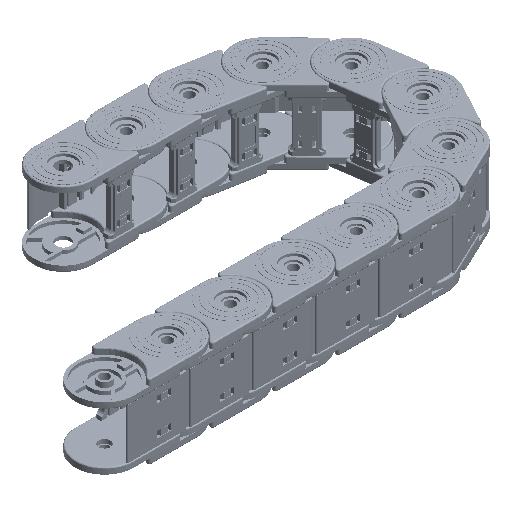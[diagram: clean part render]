
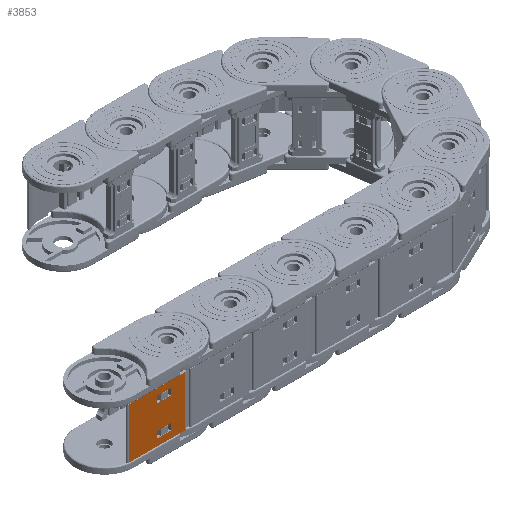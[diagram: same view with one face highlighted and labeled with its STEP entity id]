
A CAD part, isometric view. The second image highlights one B-rep face of the part: STEP entity #3853.
In plain terms, the highlighted planar face has unit normal (0, -1, 0).
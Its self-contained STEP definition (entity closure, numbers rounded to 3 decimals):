
#224 = VECTOR ( 'NONE', #6522, 1000. ) ;
#281 = CARTESIAN_POINT ( 'NONE',  ( -61.76, 143.654, 11.547 ) ) ;
#636 = DIRECTION ( 'NONE',  ( 1., 0., 0. ) ) ;
#678 = LINE ( 'NONE', #12019, #224 ) ;
#809 = VERTEX_POINT ( 'NONE', #6112 ) ;
#1356 = LINE ( 'NONE', #35357, #12128 ) ;
#1829 = EDGE_CURVE ( 'NONE', #4322, #17865, #678, .T. ) ;
#2055 = EDGE_LOOP ( 'NONE', ( #12838, #33105, #2189, #3446 ) ) ;
#2189 = ORIENTED_EDGE ( 'NONE', *, *, #30889, .T. ) ;
#3446 = ORIENTED_EDGE ( 'NONE', *, *, #1829, .T. ) ;
#3450 = EDGE_LOOP ( 'NONE', ( #10862, #26345, #29770, #22772 ) ) ;
#3853 = ADVANCED_FACE ( 'NONE', ( #28904, #29357, #14345 ), #34602, .F. ) ;
#4322 = VERTEX_POINT ( 'NONE', #20675 ) ;
#4595 = LINE ( 'NONE', #31144, #32902 ) ;
#4823 = EDGE_CURVE ( 'NONE', #17865, #5831, #26317, .T. ) ;
#5181 = DIRECTION ( 'NONE',  ( 0., 0., 1. ) ) ;
#5403 = VECTOR ( 'NONE', #10051, 1000. ) ;
#5831 = VERTEX_POINT ( 'NONE', #281 ) ;
#6112 = CARTESIAN_POINT ( 'NONE',  ( -75.76, 143.654, 41.747 ) ) ;
#6522 = DIRECTION ( 'NONE',  ( 0., 0., 1. ) ) ;
#7007 = CARTESIAN_POINT ( 'NONE',  ( -75.76, 143.654, 11.547 ) ) ;
#7542 = CARTESIAN_POINT ( 'NONE',  ( -89.98, 143.654, -83.122 ) ) ;
#7639 = LINE ( 'NONE', #28598, #8081 ) ;
#7816 = EDGE_CURVE ( 'NONE', #5831, #19115, #29645, .T. ) ;
#7854 = VECTOR ( 'NONE', #22301, 1000. ) ;
#8081 = VECTOR ( 'NONE', #28132, 1000. ) ;
#8949 = CARTESIAN_POINT ( 'NONE',  ( -61.76, 143.654, 11.547 ) ) ;
#9973 = CARTESIAN_POINT ( 'NONE',  ( -61.76, 143.654, 5.247 ) ) ;
#10051 = DIRECTION ( 'NONE',  ( 0., 0., 1. ) ) ;
#10407 = DIRECTION ( 'NONE',  ( 0., 1., 0. ) ) ;
#10639 = CARTESIAN_POINT ( 'NONE',  ( -58.76, 143.654, -1.503 ) ) ;
#10765 = EDGE_CURVE ( 'NONE', #26325, #13767, #25708, .T. ) ;
#10862 = ORIENTED_EDGE ( 'NONE', *, *, #14600, .T. ) ;
#11635 = CARTESIAN_POINT ( 'NONE',  ( -58.76, 143.654, -1.503 ) ) ;
#12019 = CARTESIAN_POINT ( 'NONE',  ( -75.76, 143.654, 11.547 ) ) ;
#12121 = ORIENTED_EDGE ( 'NONE', *, *, #20969, .F. ) ;
#12128 = VECTOR ( 'NONE', #18944, 1000. ) ;
#12461 = VECTOR ( 'NONE', #5181, 1000. ) ;
#12838 = ORIENTED_EDGE ( 'NONE', *, *, #4823, .T. ) ;
#13136 = EDGE_CURVE ( 'NONE', #809, #31017, #7639, .T. ) ;
#13320 = LINE ( 'NONE', #24263, #12461 ) ;
#13767 = VERTEX_POINT ( 'NONE', #33558 ) ;
#13777 = CARTESIAN_POINT ( 'NONE',  ( -61.76, 143.654, 35.447 ) ) ;
#14345 = FACE_BOUND ( 'NONE', #32592, .T. ) ;
#14600 = EDGE_CURVE ( 'NONE', #19958, #34557, #29841, .T. ) ;
#14679 = ORIENTED_EDGE ( 'NONE', *, *, #25453, .F. ) ;
#14706 = CARTESIAN_POINT ( 'NONE',  ( -61.76, 143.654, 35.447 ) ) ;
#15135 = LINE ( 'NONE', #11635, #7854 ) ;
#16125 = VERTEX_POINT ( 'NONE', #22540 ) ;
#17037 = CARTESIAN_POINT ( 'NONE',  ( -75.76, 143.654, 35.447 ) ) ;
#17865 = VERTEX_POINT ( 'NONE', #7007 ) ;
#18934 = LINE ( 'NONE', #25455, #33928 ) ;
#18944 = DIRECTION ( 'NONE',  ( -1., 0., 0. ) ) ;
#19115 = VERTEX_POINT ( 'NONE', #9973 ) ;
#19651 = EDGE_CURVE ( 'NONE', #13767, #34557, #18934, .T. ) ;
#19884 = DIRECTION ( 'NONE',  ( -1., 0., 0. ) ) ;
#19958 = VERTEX_POINT ( 'NONE', #23765 ) ;
#20675 = CARTESIAN_POINT ( 'NONE',  ( -75.76, 143.654, 5.247 ) ) ;
#20969 = EDGE_CURVE ( 'NONE', #24772, #16125, #13320, .T. ) ;
#21484 = AXIS2_PLACEMENT_3D ( 'NONE', #10639, #10407, #29438 ) ;
#21996 = VECTOR ( 'NONE', #636, 1000. ) ;
#22301 = DIRECTION ( 'NONE',  ( 1., 0., 0. ) ) ;
#22540 = CARTESIAN_POINT ( 'NONE',  ( -61.76, 143.654, 41.747 ) ) ;
#22772 = ORIENTED_EDGE ( 'NONE', *, *, #32487, .T. ) ;
#23765 = CARTESIAN_POINT ( 'NONE',  ( -33.78, 143.654, -1.503 ) ) ;
#24263 = CARTESIAN_POINT ( 'NONE',  ( -61.76, 143.654, 35.447 ) ) ;
#24772 = VERTEX_POINT ( 'NONE', #14706 ) ;
#25453 = EDGE_CURVE ( 'NONE', #16125, #809, #4595, .T. ) ;
#25455 = CARTESIAN_POINT ( 'NONE',  ( -58.76, 143.654, 48.497 ) ) ;
#25708 = LINE ( 'NONE', #7542, #32143 ) ;
#26317 = LINE ( 'NONE', #8949, #21996 ) ;
#26325 = VERTEX_POINT ( 'NONE', #30637 ) ;
#26345 = ORIENTED_EDGE ( 'NONE', *, *, #19651, .F. ) ;
#26467 = CARTESIAN_POINT ( 'NONE',  ( -33.78, 143.654, -83.122 ) ) ;
#27032 = ORIENTED_EDGE ( 'NONE', *, *, #13136, .F. ) ;
#27408 = DIRECTION ( 'NONE',  ( 1., 0., 0. ) ) ;
#27550 = LINE ( 'NONE', #13777, #30584 ) ;
#28132 = DIRECTION ( 'NONE',  ( 0., 0., -1. ) ) ;
#28598 = CARTESIAN_POINT ( 'NONE',  ( -75.76, 143.654, 35.447 ) ) ;
#28767 = CARTESIAN_POINT ( 'NONE',  ( -33.78, 143.654, 48.497 ) ) ;
#28904 = FACE_BOUND ( 'NONE', #2055, .T. ) ;
#29185 = DIRECTION ( 'NONE',  ( 0., 0., -1. ) ) ;
#29310 = DIRECTION ( 'NONE',  ( 0., 0., 1. ) ) ;
#29357 = FACE_OUTER_BOUND ( 'NONE', #3450, .T. ) ;
#29438 = DIRECTION ( 'NONE',  ( 0., 0., 1. ) ) ;
#29645 = LINE ( 'NONE', #31967, #31375 ) ;
#29770 = ORIENTED_EDGE ( 'NONE', *, *, #10765, .F. ) ;
#29841 = LINE ( 'NONE', #26467, #5403 ) ;
#30326 = EDGE_CURVE ( 'NONE', #31017, #24772, #27550, .T. ) ;
#30584 = VECTOR ( 'NONE', #27408, 1000. ) ;
#30637 = CARTESIAN_POINT ( 'NONE',  ( -89.98, 143.654, -1.503 ) ) ;
#30833 = DIRECTION ( 'NONE',  ( 1., 0., 0. ) ) ;
#30889 = EDGE_CURVE ( 'NONE', #19115, #4322, #1356, .T. ) ;
#31017 = VERTEX_POINT ( 'NONE', #17037 ) ;
#31144 = CARTESIAN_POINT ( 'NONE',  ( -61.76, 143.654, 41.747 ) ) ;
#31375 = VECTOR ( 'NONE', #29185, 1000. ) ;
#31967 = CARTESIAN_POINT ( 'NONE',  ( -61.76, 143.654, 11.547 ) ) ;
#32143 = VECTOR ( 'NONE', #29310, 1000. ) ;
#32487 = EDGE_CURVE ( 'NONE', #26325, #19958, #15135, .T. ) ;
#32592 = EDGE_LOOP ( 'NONE', ( #33533, #27032, #14679, #12121 ) ) ;
#32902 = VECTOR ( 'NONE', #19884, 1000. ) ;
#33105 = ORIENTED_EDGE ( 'NONE', *, *, #7816, .T. ) ;
#33533 = ORIENTED_EDGE ( 'NONE', *, *, #30326, .F. ) ;
#33558 = CARTESIAN_POINT ( 'NONE',  ( -89.98, 143.654, 48.497 ) ) ;
#33928 = VECTOR ( 'NONE', #30833, 1000. ) ;
#34557 = VERTEX_POINT ( 'NONE', #28767 ) ;
#34602 = PLANE ( 'NONE',  #21484 ) ;
#35357 = CARTESIAN_POINT ( 'NONE',  ( -61.76, 143.654, 5.247 ) ) ;
